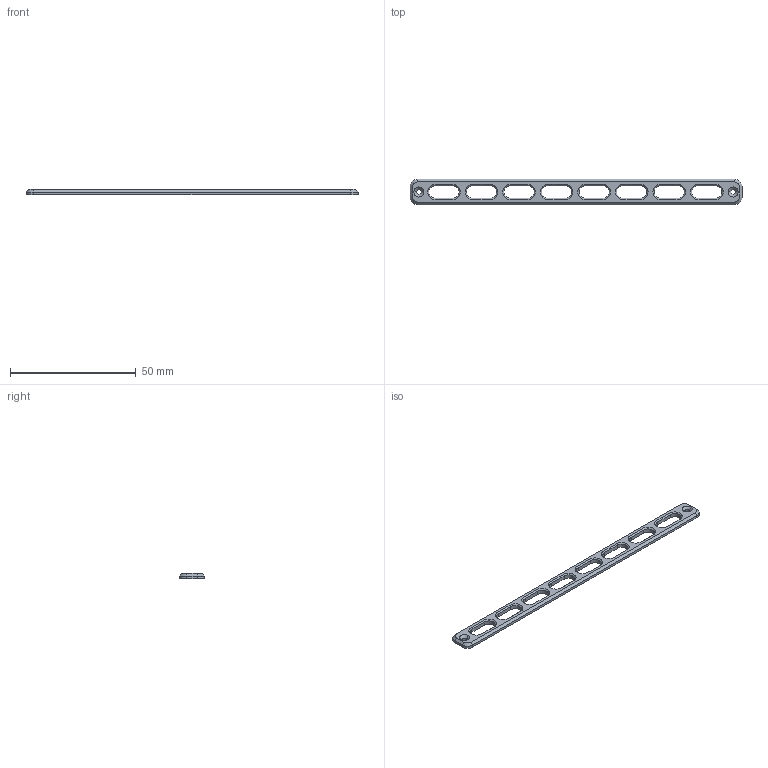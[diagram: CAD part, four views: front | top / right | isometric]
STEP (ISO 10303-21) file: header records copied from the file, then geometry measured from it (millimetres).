
FILE_DESCRIPTION (( 'STEP AP203' ), '1' );
FILE_NAME ('Hot_Air_Exit.STEP', '2023-04-26T10:56:29', ( '' ), ( '' ), 'SwSTEP 2.0', 'SolidWorks 2018', '' );
FILE_SCHEMA (( 'CONFIG_CONTROL_DESIGN' ));
Length unit declared in the file: millimetre
Products named in the file (1): Hot_Air_Exit
Bounding box: 132 x 10 x 2 mm (x, y, z)
Volume: 1560.3 mm3; surface area: 2559.6 mm2
Topology: 1 solids, 1 shells, 106 faces, 260 edges, 156 vertices
Faces by surface type: plane 42, cone 32, cylinder 32
Entity records: 3201 total; most frequent: DIRECTION 570, CARTESIAN_POINT 523, ORIENTED_EDGE 520, EDGE_CURVE 260, AXIS2_PLACEMENT_3D 203, LINE 164, VECTOR 164, VERTEX_POINT 156
